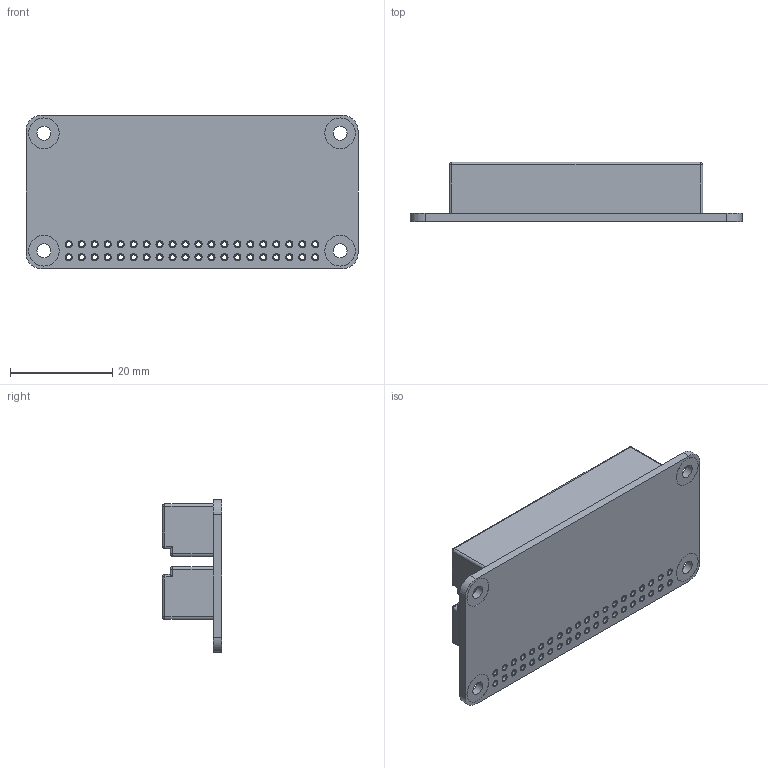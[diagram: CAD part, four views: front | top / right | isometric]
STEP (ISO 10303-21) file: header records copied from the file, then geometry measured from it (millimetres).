
FILE_DESCRIPTION(/* description */ (''),/* implementation_level */ '2;1');
FILE_NAME(/* name */ 'Modulo Lora raspberry Pi Zero.stp',/* time_stamp */ '2024-07-17T09:33:36-05:00',/* author */ ('USUARIO'),/* organization */ (''),/* preprocessor_version */ 'ST-DEVELOPER v20',/* originating_system */ 'Autodesk Inventor 2025',/* authorisation */ '');
FILE_SCHEMA (('AUTOMOTIVE_DESIGN { 1 0 10303 214 3 1 1 }'));
Length unit declared in the file: millimetre
Products named in the file (1): PCB, Raspberry Pi Zero 2 W
Bounding box: 65 x 11.6 x 30 mm (x, y, z)
Volume: 13013.7 mm3; surface area: 6628 mm2
Topology: 1 solids, 1 shells, 282 faces, 530 edges, 340 vertices
Faces by surface type: cylinder 162, plane 108, sphere 12
Full cylindrical faces by diameter (mm): 1 x40, 1.4 x80, 2.7 x4, 6 x8
Entity records: 7700 total; most frequent: DIRECTION 1416, CARTESIAN_POINT 1153, ORIENTED_EDGE 1060, AXIS2_PLACEMENT_3D 603, EDGE_CURVE 530, EDGE_LOOP 460, VERTEX_POINT 340, CIRCLE 316
